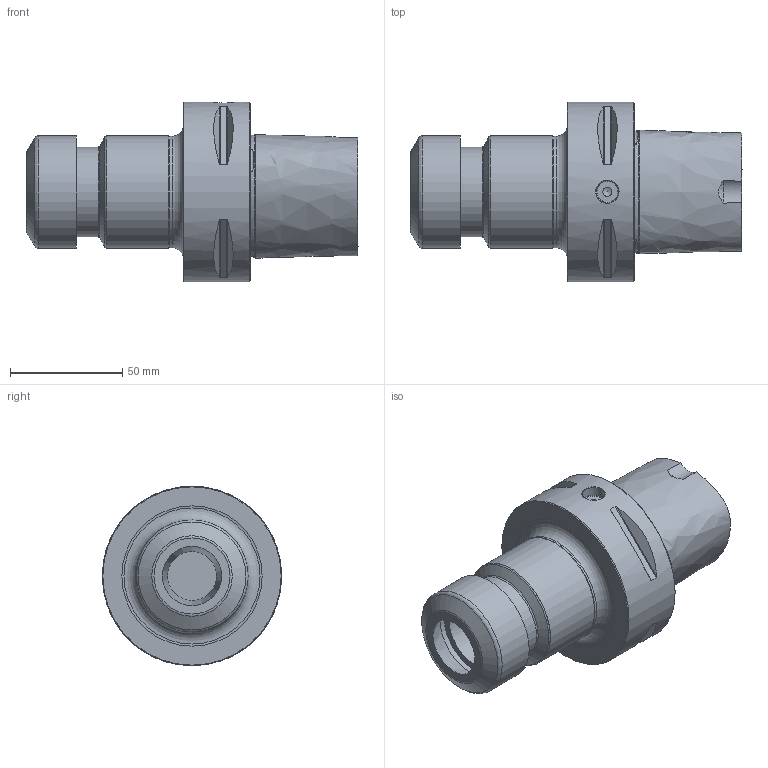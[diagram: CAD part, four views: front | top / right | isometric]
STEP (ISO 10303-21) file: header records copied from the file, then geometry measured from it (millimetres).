
FILE_DESCRIPTION(/* description */ (''),/* implementation_level */ '2;1');
FILE_NAME(/* name */ 'AC8-ER-32-100.stp',/* time_stamp */ '2024-12-18T12:17:05+03:00',/* author */ (''),/* organization */ (''),/* preprocessor_version */ 'ST-DEVELOPER v19.4',/* originating_system */ 'SIEMENS PLM Software NX2306.3001',/* authorisation */ '');
FILE_SCHEMA (('AUTOMOTIVE_DESIGN { 1 0 10303 214 3 1 1 1 }'));
Length unit declared in the file: millimetre
Products named in the file (1): AC8-ER-32-100-light
Bounding box: 148 x 80 x 80 mm (x, y, z)
Volume: 350744.6 mm3; surface area: 41692.4 mm2
Topology: 1 solids, 1 shells, 70 faces, 159 edges, 101 vertices
Faces by surface type: plane 24, cylinder 17, cone 15, bspline 7, torus 7
Full cylindrical faces by diameter (mm): 4 x1, 10 x1, 38.5 x1, 40 x1, 49.8 x1, 50 x2, 80 x1
Entity records: 3526 total; most frequent: CARTESIAN_POINT 2199, DIRECTION 246, ORIENTED_EDGE 234, EDGE_CURVE 117, EDGE_LOOP 111, AXIS2_PLACEMENT_3D 111, VERTEX_POINT 91, FACE_BOUND 79
